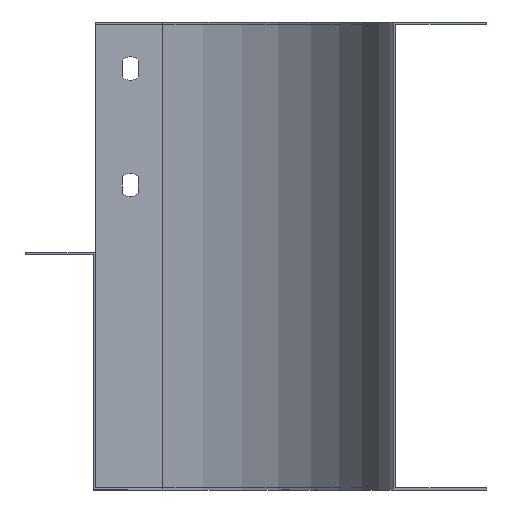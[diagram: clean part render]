
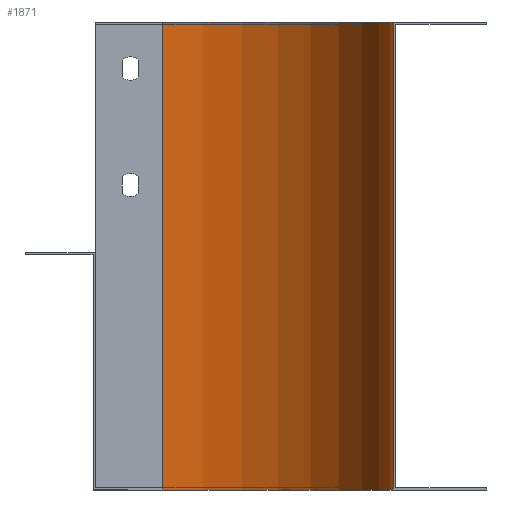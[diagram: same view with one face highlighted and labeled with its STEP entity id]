
A CAD part, left-side view. The second image highlights one B-rep face of the part: STEP entity #1871.
In plain terms, the highlighted cylindrical face has radius 99 mm (diameter 198 mm), a partial arc.
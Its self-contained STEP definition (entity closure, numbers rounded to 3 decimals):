
#58 = CIRCLE ( 'NONE', #464, 99. ) ;
#171 = CIRCLE ( 'NONE', #449, 99. ) ;
#321 = CARTESIAN_POINT ( 'NONE',  ( -200., 139., 1. ) ) ;
#322 = DIRECTION ( 'NONE',  ( 0., 0., 1. ) ) ;
#323 = DIRECTION ( 'NONE',  ( -1., 0., 0. ) ) ;
#426 = AXIS2_PLACEMENT_3D ( 'NONE', #2156, #2155, #2152 ) ;
#449 = AXIS2_PLACEMENT_3D ( 'NONE', #321, #322, #323 ) ;
#464 = AXIS2_PLACEMENT_3D ( 'NONE', #1124, #1125, #1126 ) ;
#490 = EDGE_CURVE ( 'NONE', #1627, #1614, #1502, .T. ) ;
#492 = EDGE_CURVE ( 'NONE', #1632, #1633, #1506, .T. ) ;
#539 = EDGE_CURVE ( 'NONE', #1632, #1627, #58, .T. ) ;
#603 = EDGE_CURVE ( 'NONE', #1633, #1614, #171, .T. ) ;
#1124 = CARTESIAN_POINT ( 'NONE',  ( -200., 139., -200. ) ) ;
#1125 = DIRECTION ( 'NONE',  ( 0., 0., 1. ) ) ;
#1126 = DIRECTION ( 'NONE',  ( -1., 0., 0. ) ) ;
#1240 = ORIENTED_EDGE ( 'NONE', *, *, #492, .T. ) ;
#1457 = EDGE_LOOP ( 'NONE', ( #1858, #1859, #1860, #1240 ) ) ;
#1502 = LINE ( 'NONE', #1559, #1509 ) ;
#1506 = LINE ( 'NONE', #1557, #1513 ) ;
#1509 = VECTOR ( 'NONE', #1552, 1000. ) ;
#1513 = VECTOR ( 'NONE', #1543, 1000. ) ;
#1543 = DIRECTION ( 'NONE',  ( 0., 0., 1. ) ) ;
#1552 = DIRECTION ( 'NONE',  ( 0., 0., 1. ) ) ;
#1557 = CARTESIAN_POINT ( 'NONE',  ( -200., 40., -200. ) ) ;
#1559 = CARTESIAN_POINT ( 'NONE',  ( -101., 139., -200. ) ) ;
#1614 = VERTEX_POINT ( 'NONE', #2086 ) ;
#1627 = VERTEX_POINT ( 'NONE', #2099 ) ;
#1632 = VERTEX_POINT ( 'NONE', #2104 ) ;
#1633 = VERTEX_POINT ( 'NONE', #2105 ) ;
#1858 = ORIENTED_EDGE ( 'NONE', *, *, #603, .T. ) ;
#1859 = ORIENTED_EDGE ( 'NONE', *, *, #490, .F. ) ;
#1860 = ORIENTED_EDGE ( 'NONE', *, *, #539, .F. ) ;
#1871 = ADVANCED_FACE ( 'NONE', ( #1928 ), #1934, .F. ) ;
#1928 = FACE_OUTER_BOUND ( 'NONE', #1457, .T. ) ;
#1934 = CYLINDRICAL_SURFACE ( 'NONE', #426, 99. ) ;
#2086 = CARTESIAN_POINT ( 'NONE',  ( -101., 139., 1. ) ) ;
#2099 = CARTESIAN_POINT ( 'NONE',  ( -101., 139., -200. ) ) ;
#2104 = CARTESIAN_POINT ( 'NONE',  ( -200., 40., -200. ) ) ;
#2105 = CARTESIAN_POINT ( 'NONE',  ( -200., 40., 1. ) ) ;
#2152 = DIRECTION ( 'NONE',  ( 1., 0., 0. ) ) ;
#2155 = DIRECTION ( 'NONE',  ( 0., 0., 1. ) ) ;
#2156 = CARTESIAN_POINT ( 'NONE',  ( -200., 139., -200. ) ) ;
